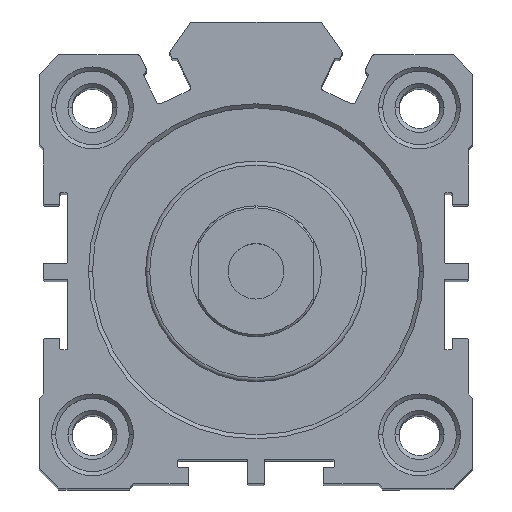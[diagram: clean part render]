
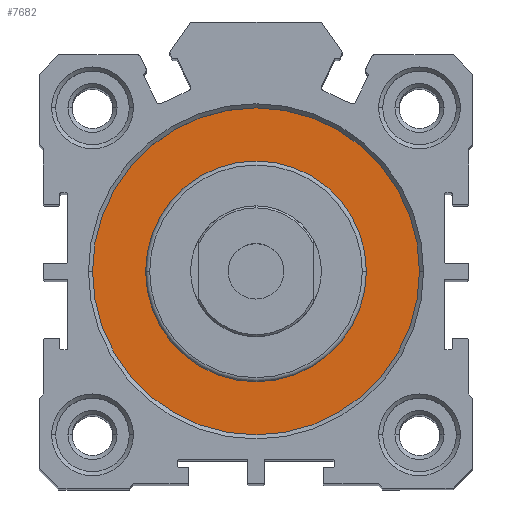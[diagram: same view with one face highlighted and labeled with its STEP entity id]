
A CAD part, top view. The second image highlights one B-rep face of the part: STEP entity #7682.
In plain terms, the highlighted planar face has unit normal (0, 0, 1).
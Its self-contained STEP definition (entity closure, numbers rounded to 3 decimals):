
#23 = DIRECTION ( 'NONE',  ( 0., 0., 1. ) ) ;
#257 = ORIENTED_EDGE ( 'NONE', *, *, #3960, .F. ) ;
#418 = CARTESIAN_POINT ( 'NONE',  ( -13.5, 0., 66.2 ) ) ;
#428 = EDGE_CURVE ( 'NONE', #7429, #6988, #2672, .T. ) ;
#463 = AXIS2_PLACEMENT_3D ( 'NONE', #1134, #5466, #1778 ) ;
#546 = DIRECTION ( 'NONE',  ( 0., 0., 1. ) ) ;
#909 = EDGE_CURVE ( 'NONE', #4015, #3746, #4097, .T. ) ;
#1134 = CARTESIAN_POINT ( 'NONE',  ( 0., 0., 66.2 ) ) ;
#1778 = DIRECTION ( 'NONE',  ( 1., 0., 0. ) ) ;
#2019 = AXIS2_PLACEMENT_3D ( 'NONE', #4250, #546, #4873 ) ;
#2188 = CARTESIAN_POINT ( 'NONE',  ( -20., 0., 66.2 ) ) ;
#2406 = CIRCLE ( 'NONE', #3165, 13.5 ) ;
#2555 = DIRECTION ( 'NONE',  ( 0., 0., 1. ) ) ;
#2672 = CIRCLE ( 'NONE', #2019, 13.5 ) ;
#2738 = CARTESIAN_POINT ( 'NONE',  ( 13.5, 0., 66.2 ) ) ;
#3165 = AXIS2_PLACEMENT_3D ( 'NONE', #3369, #7665, #3963 ) ;
#3369 = CARTESIAN_POINT ( 'NONE',  ( 0., 0., 66.2 ) ) ;
#3740 = CARTESIAN_POINT ( 'NONE',  ( 0., 0., 66.2 ) ) ;
#3746 = VERTEX_POINT ( 'NONE', #4771 ) ;
#3862 = FACE_OUTER_BOUND ( 'NONE', #3898, .T. ) ;
#3898 = EDGE_LOOP ( 'NONE', ( #6708, #5776 ) ) ;
#3960 = EDGE_CURVE ( 'NONE', #6988, #7429, #2406, .T. ) ;
#3963 = DIRECTION ( 'NONE',  ( 1., 0., 0. ) ) ;
#4015 = VERTEX_POINT ( 'NONE', #2188 ) ;
#4097 = CIRCLE ( 'NONE', #463, 20. ) ;
#4250 = CARTESIAN_POINT ( 'NONE',  ( 0., 0., 66.2 ) ) ;
#4312 = ORIENTED_EDGE ( 'NONE', *, *, #428, .F. ) ;
#4338 = DIRECTION ( 'NONE',  ( 1., 0., 0. ) ) ;
#4358 = EDGE_LOOP ( 'NONE', ( #4312, #257 ) ) ;
#4771 = CARTESIAN_POINT ( 'NONE',  ( 20., 0., 66.2 ) ) ;
#4873 = DIRECTION ( 'NONE',  ( 1., 0., 0. ) ) ;
#5222 = AXIS2_PLACEMENT_3D ( 'NONE', #3740, #23, #4338 ) ;
#5466 = DIRECTION ( 'NONE',  ( 0., 0., 1. ) ) ;
#5776 = ORIENTED_EDGE ( 'NONE', *, *, #909, .T. ) ;
#6081 = AXIS2_PLACEMENT_3D ( 'NONE', #7480, #2555, #6883 ) ;
#6193 = EDGE_CURVE ( 'NONE', #3746, #4015, #6705, .T. ) ;
#6263 = PLANE ( 'NONE',  #6081 ) ;
#6705 = CIRCLE ( 'NONE', #5222, 20. ) ;
#6708 = ORIENTED_EDGE ( 'NONE', *, *, #6193, .T. ) ;
#6883 = DIRECTION ( 'NONE',  ( 1., 0., 0. ) ) ;
#6988 = VERTEX_POINT ( 'NONE', #2738 ) ;
#7142 = FACE_BOUND ( 'NONE', #4358, .T. ) ;
#7429 = VERTEX_POINT ( 'NONE', #418 ) ;
#7480 = CARTESIAN_POINT ( 'NONE',  ( 0., 0., 66.2 ) ) ;
#7665 = DIRECTION ( 'NONE',  ( 0., 0., 1. ) ) ;
#7682 = ADVANCED_FACE ( 'NONE', ( #7142, #3862 ), #6263, .T. ) ;
